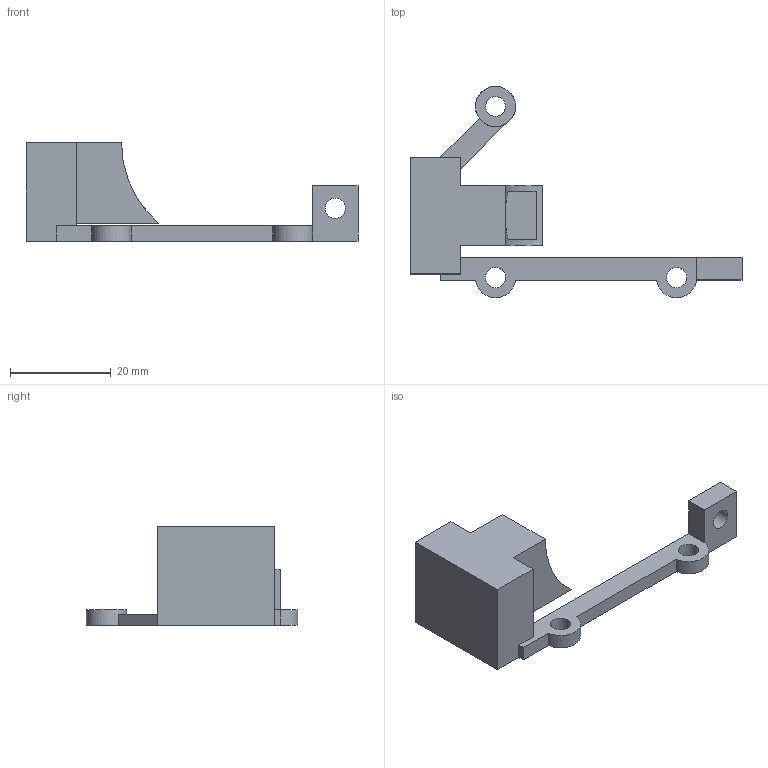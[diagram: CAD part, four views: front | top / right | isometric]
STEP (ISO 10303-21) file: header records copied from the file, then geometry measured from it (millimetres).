
FILE_DESCRIPTION(('FreeCAD Model'),'2;1');
FILE_NAME( 'L_FanDuct_CutomEZ_505015.step', '2018-11-15T21:19:01',('Author'),(''), 'Open CASCADE STEP processor 7.2','FreeCAD','Unknown');
FILE_SCHEMA(('AUTOMOTIVE_DESIGN_CC2 { 1 2 10303 214 -1 1 5 4 }'));
Length unit declared in the file: millimetre
Products named in the file (1): FanDuct_CutomEZ_505015_Left
Bounding box: 66 x 41.99 x 19.5 mm (x, y, z)
Volume: 4545.4 mm3; surface area: 5333.9 mm2
Topology: 1 solids, 1 shells, 59 faces, 178 edges, 120 vertices
Faces by surface type: plane 51, cylinder 8
Full cylindrical faces by diameter (mm): 4 x4, 8 x1
Entity records: 4584 total; most frequent: CARTESIAN_POINT 1155, DIRECTION 591, LINE 389, VECTOR 389, ORIENTED_EDGE 356, PCURVE 356, DEFINITIONAL_REPRESENTATION 356, EDGE_CURVE 178
